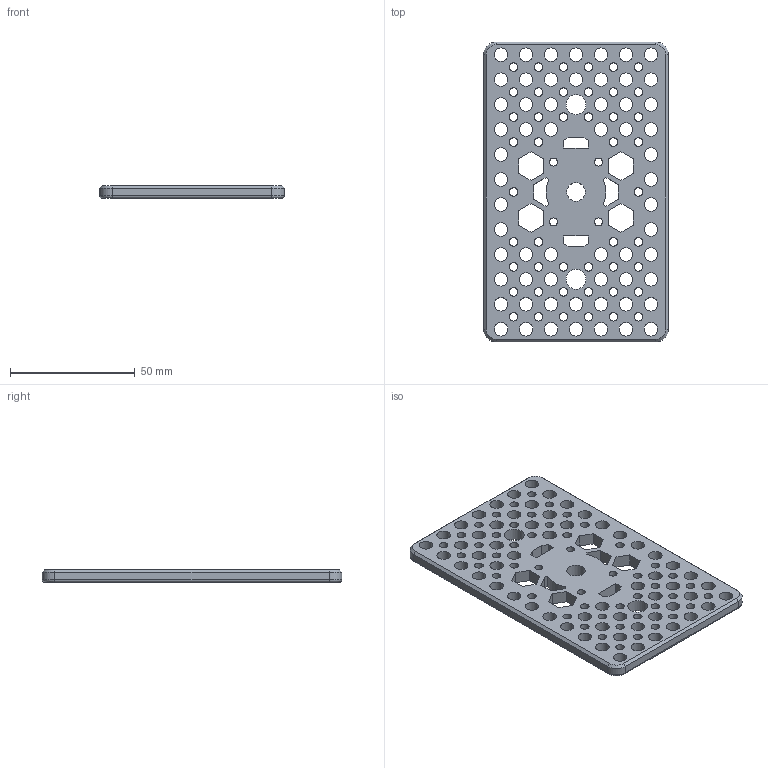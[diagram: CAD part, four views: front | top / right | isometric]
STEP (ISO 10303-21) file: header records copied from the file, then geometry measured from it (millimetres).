
FILE_DESCRIPTION(/* description */ (''),/* implementation_level */ '2;1');
FILE_NAME(/* name */ 'Mounting Plate Large.step',/* time_stamp */ '2020-06-19T15:43:06-03:00',/* author */ (''),/* organization */ (''),/* preprocessor_version */ 'ST-DEVELOPER v18.1',/* originating_system */ 'Autodesk Translation Framework v9.3.0.1241',/* authorisation */ '');
FILE_SCHEMA (('AUTOMOTIVE_DESIGN { 1 0 10303 214 3 1 1 }'));
Length unit declared in the file: millimetre
Products named in the file (1): Mounting Plate Large
Bounding box: 74 x 120 x 5 mm (x, y, z)
Volume: 31565.2 mm3; surface area: 23625.6 mm2
Topology: 1 solids, 1 shells, 187 faces, 539 edges, 354 vertices
Faces by surface type: cylinder 123, plane 56, torus 4, cone 4
Full cylindrical faces by diameter (mm): 3.2 x4, 3.4 x46, 5.4 x60, 7.4 x1, 8 x2
Entity records: 6763 total; most frequent: DIRECTION 1169, CARTESIAN_POINT 1081, ORIENTED_EDGE 1078, EDGE_CURVE 539, AXIS2_PLACEMENT_3D 442, EDGE_LOOP 429, VERTEX_POINT 354, LINE 285
